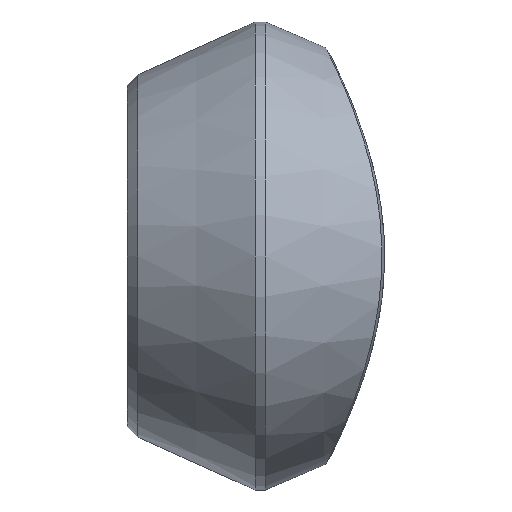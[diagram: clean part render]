
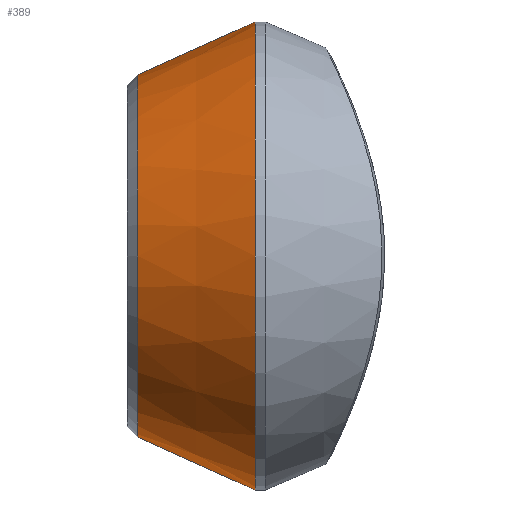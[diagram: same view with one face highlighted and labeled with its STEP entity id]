
A CAD part, left-side view. The second image highlights one B-rep face of the part: STEP entity #389.
In plain terms, the highlighted conical face has half-angle 24.315 degrees and reference radius 34.074 mm.
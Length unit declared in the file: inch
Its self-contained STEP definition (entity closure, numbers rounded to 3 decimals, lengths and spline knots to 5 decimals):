
#1 = DIRECTION ( 'NONE',  ( 0., 0., -1. ) ) ;
#20 = ORIENTED_EDGE ( 'NONE', *, *, #600, .T. ) ;
#63 = LINE ( 'NONE', #518, #1139 ) ;
#69 = CARTESIAN_POINT ( 'NONE',  ( 0., 2.80347, 1.73438 ) ) ;
#115 = AXIS2_PLACEMENT_3D ( 'NONE', #169, #1319, #1089 ) ;
#169 = CARTESIAN_POINT ( 'NONE',  ( 0., 3.673, 0. ) ) ;
#278 = FACE_OUTER_BOUND ( 'NONE', #477, .T. ) ;
#281 = AXIS2_PLACEMENT_3D ( 'NONE', #1223, #433, #1 ) ;
#353 = VERTEX_POINT ( 'NONE', #69 ) ;
#389 = ADVANCED_FACE ( 'NONE', ( #278 ), #833, .T. ) ;
#410 = DIRECTION ( 'NONE',  ( 0., -0.911, 0.412 ) ) ;
#429 = EDGE_CURVE ( 'NONE', #1106, #353, #63, .T. ) ;
#433 = DIRECTION ( 'NONE',  ( 0., -1., 0. ) ) ;
#445 = CARTESIAN_POINT ( 'NONE',  ( 0., 3.673, 0. ) ) ;
#463 = ORIENTED_EDGE ( 'NONE', *, *, #429, .F. ) ;
#468 = AXIS2_PLACEMENT_3D ( 'NONE', #445, #770, #998 ) ;
#477 = EDGE_LOOP ( 'NONE', ( #463, #1134, #20, #691 ) ) ;
#518 = CARTESIAN_POINT ( 'NONE',  ( 0., 3.673, 1.3415 ) ) ;
#600 = EDGE_CURVE ( 'NONE', #805, #1037, #1127, .T. ) ;
#624 = EDGE_CURVE ( 'NONE', #1106, #805, #773, .T. ) ;
#643 = EDGE_CURVE ( 'NONE', #353, #1037, #1043, .T. ) ;
#664 = DIRECTION ( 'NONE',  ( 0., -0.911, -0.412 ) ) ;
#691 = ORIENTED_EDGE ( 'NONE', *, *, #643, .F. ) ;
#705 = CARTESIAN_POINT ( 'NONE',  ( 0., 3.673, -1.3415 ) ) ;
#770 = DIRECTION ( 'NONE',  ( 0., -1., 0. ) ) ;
#773 = CIRCLE ( 'NONE', #468, 1.3415 ) ;
#805 = VERTEX_POINT ( 'NONE', #705 ) ;
#833 = CONICAL_SURFACE ( 'NONE', #115, 1.3415, 0.424 ) ;
#865 = CARTESIAN_POINT ( 'NONE',  ( 0., 2.80347, -1.73438 ) ) ;
#998 = DIRECTION ( 'NONE',  ( 0., 0., -1. ) ) ;
#1021 = CARTESIAN_POINT ( 'NONE',  ( 0., 3.673, -1.3415 ) ) ;
#1037 = VERTEX_POINT ( 'NONE', #865 ) ;
#1043 = CIRCLE ( 'NONE', #281, 1.73438 ) ;
#1089 = DIRECTION ( 'NONE',  ( 0., 0., -1. ) ) ;
#1106 = VERTEX_POINT ( 'NONE', #1114 ) ;
#1114 = CARTESIAN_POINT ( 'NONE',  ( 0., 3.673, 1.3415 ) ) ;
#1127 = LINE ( 'NONE', #1021, #1369 ) ;
#1134 = ORIENTED_EDGE ( 'NONE', *, *, #624, .T. ) ;
#1139 = VECTOR ( 'NONE', #410, 39.37008 ) ;
#1223 = CARTESIAN_POINT ( 'NONE',  ( 0., 2.80347, 0. ) ) ;
#1319 = DIRECTION ( 'NONE',  ( 0., -1., 0. ) ) ;
#1369 = VECTOR ( 'NONE', #664, 39.37008 ) ;
